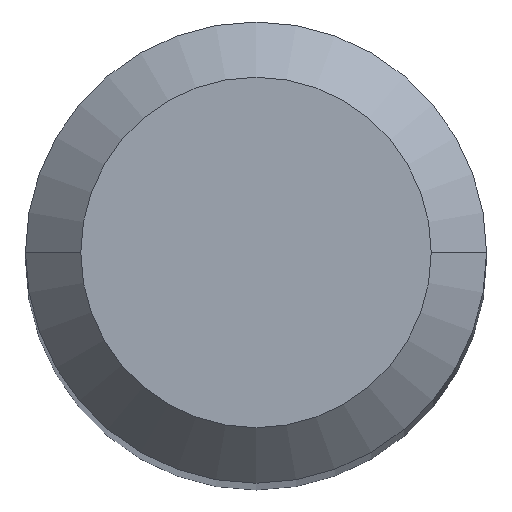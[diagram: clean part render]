
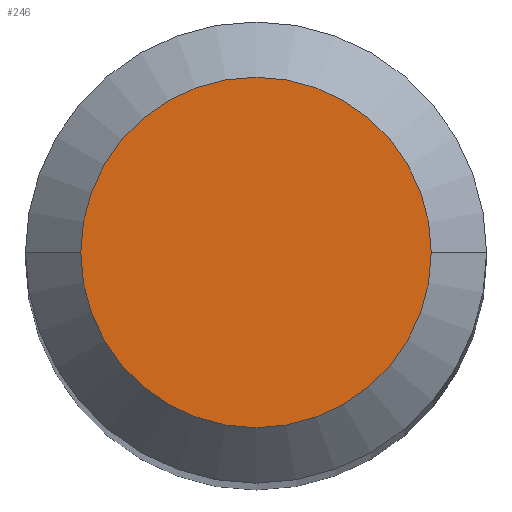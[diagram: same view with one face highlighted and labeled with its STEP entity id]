
A CAD part, top view. The second image highlights one B-rep face of the part: STEP entity #246.
In plain terms, the highlighted planar face has unit normal (0, 0, 1).
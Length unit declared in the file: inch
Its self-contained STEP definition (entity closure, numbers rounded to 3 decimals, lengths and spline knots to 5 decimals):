
#1 = DIRECTION ( 'NONE',  ( 0., 0., 1. ) ) ;
#43 = AXIS2_PLACEMENT_3D ( 'NONE', #60, #1, #128 ) ;
#60 = CARTESIAN_POINT ( 'NONE',  ( 0., 0., 1.5 ) ) ;
#76 = AXIS2_PLACEMENT_3D ( 'NONE', #120, #166, #142 ) ;
#77 = DIRECTION ( 'NONE',  ( 0., 0., 1. ) ) ;
#78 = CARTESIAN_POINT ( 'NONE',  ( 0., 0., 1.5 ) ) ;
#103 = ORIENTED_EDGE ( 'NONE', *, *, #218, .T. ) ;
#117 = EDGE_LOOP ( 'NONE', ( #217, #103 ) ) ;
#120 = CARTESIAN_POINT ( 'NONE',  ( 0., 0., 1.5 ) ) ;
#123 = CARTESIAN_POINT ( 'NONE',  ( 0.0475, 0., 1.5 ) ) ;
#125 = FACE_OUTER_BOUND ( 'NONE', #117, .T. ) ;
#128 = DIRECTION ( 'NONE',  ( 1., 0., 0. ) ) ;
#129 = CIRCLE ( 'NONE', #201, 0.0475 ) ;
#134 = VERTEX_POINT ( 'NONE', #123 ) ;
#138 = CIRCLE ( 'NONE', #76, 0.0475 ) ;
#142 = DIRECTION ( 'NONE',  ( 1., 0., 0. ) ) ;
#147 = EDGE_CURVE ( 'NONE', #286, #134, #129, .T. ) ;
#154 = PLANE ( 'NONE',  #43 ) ;
#166 = DIRECTION ( 'NONE',  ( 0., 0., 1. ) ) ;
#184 = DIRECTION ( 'NONE',  ( 1., 0., 0. ) ) ;
#201 = AXIS2_PLACEMENT_3D ( 'NONE', #78, #77, #184 ) ;
#217 = ORIENTED_EDGE ( 'NONE', *, *, #147, .T. ) ;
#218 = EDGE_CURVE ( 'NONE', #134, #286, #138, .T. ) ;
#238 = CARTESIAN_POINT ( 'NONE',  ( -0.0475, 0., 1.5 ) ) ;
#246 = ADVANCED_FACE ( 'NONE', ( #125 ), #154, .T. ) ;
#286 = VERTEX_POINT ( 'NONE', #238 ) ;
